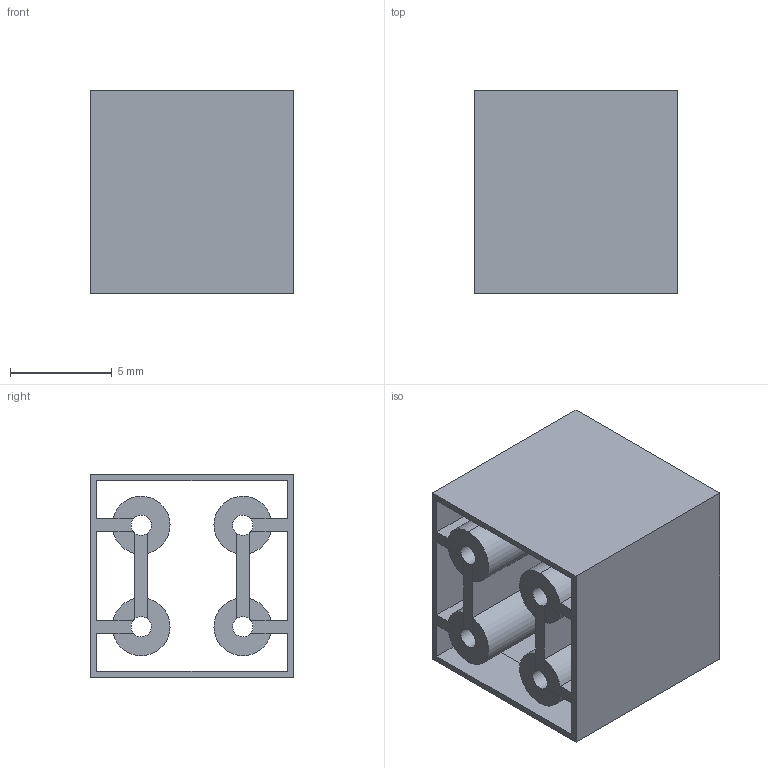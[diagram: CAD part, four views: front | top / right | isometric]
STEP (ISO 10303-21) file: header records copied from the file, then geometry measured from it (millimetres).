
FILE_DESCRIPTION(('Open CASCADE Model'),'2;1');
FILE_NAME('Open CASCADE Shape Model','2025-05-12T16:55:00',('Author'),( 'Open CASCADE'),'Open CASCADE STEP processor 7.8','Open CASCADE 7.8' ,'Unknown');
FILE_SCHEMA(('CONFIG_CONTROL_DESIGN'));
Length unit declared in the file: millimetre
Products named in the file (1): Open CASCADE STEP translator 7.8 6
Bounding box: 10 x 10 x 10 mm (x, y, z)
Volume: 387.9 mm3; surface area: 1415.2 mm2
Topology: 1 solids, 1 shells, 76 faces, 218 edges, 132 vertices
Faces by surface type: plane 62, cylinder 14
Full cylindrical faces by diameter (mm): 1 x4
Entity records: 5240 total; most frequent: CARTESIAN_POINT 967, DIRECTION 764, ORIENTED_EDGE 436, PCURVE 436, DEFINITIONAL_REPRESENTATION 436, LINE 430, VECTOR 430, EDGE_CURVE 218
